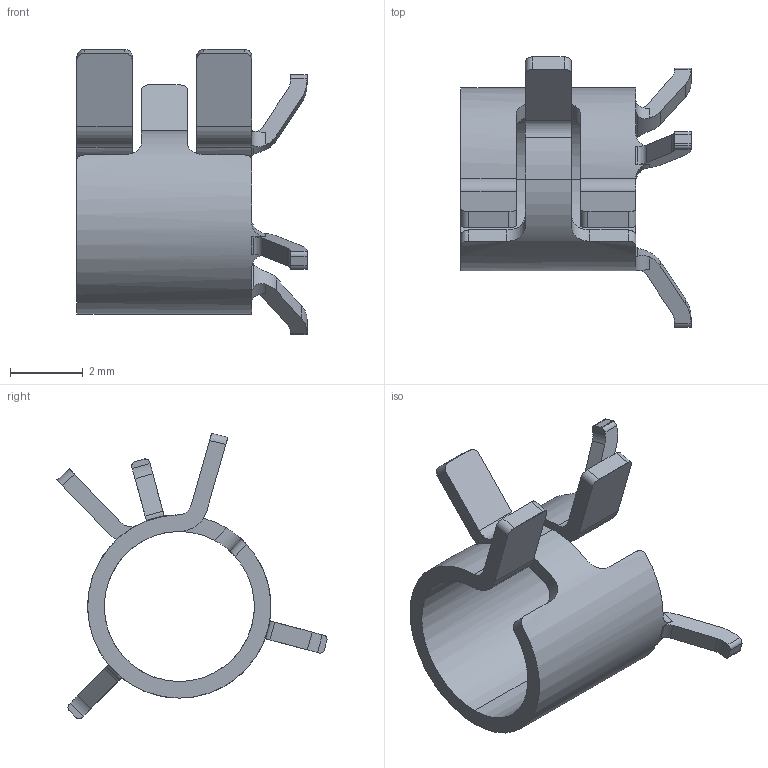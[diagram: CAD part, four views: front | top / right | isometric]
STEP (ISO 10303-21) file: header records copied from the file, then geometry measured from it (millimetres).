
FILE_DESCRIPTION (( 'STEP AP203' ), '1' );
FILE_NAME ('RTN 250.STEP', '2011-02-10T17:20:03', ( ' ' ), ( ' ' ), 'SwSTEP 2.0', 'SolidWorks 2010', '' );
FILE_SCHEMA (( 'CONFIG_CONTROL_DESIGN' ));
Length unit declared in the file: inch
Products named in the file (1): RTN 250
Bounding box: 6.35 x 7.45 x 7.87 mm (x, y, z)
Volume: 35.3 mm3; surface area: 188.3 mm2
Topology: 1 solids, 1 shells, 106 faces, 306 edges, 202 vertices
Faces by surface type: plane 56, cylinder 50
Entity records: 3643 total; most frequent: CARTESIAN_POINT 786, ORIENTED_EDGE 612, DIRECTION 568, EDGE_CURVE 306, VERTEX_POINT 202, AXIS2_PLACEMENT_3D 196, LINE 176, VECTOR 176
